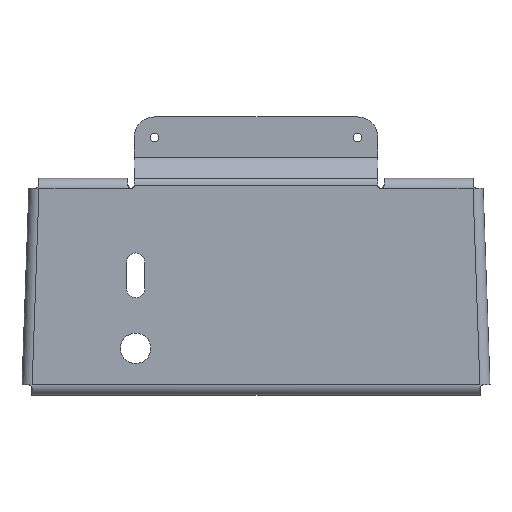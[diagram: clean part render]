
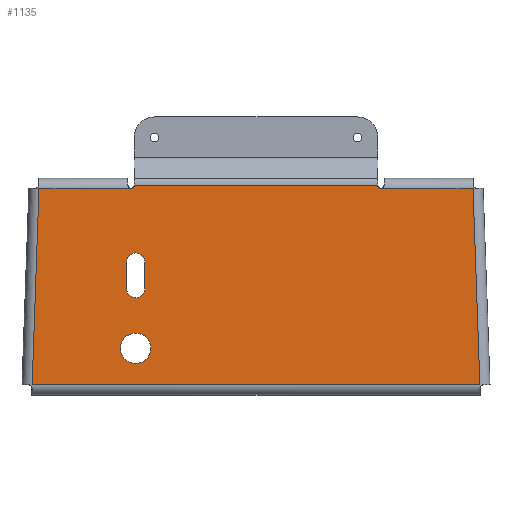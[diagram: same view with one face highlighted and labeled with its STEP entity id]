
A CAD part, top view. The second image highlights one B-rep face of the part: STEP entity #1135.
In plain terms, the highlighted planar face has unit normal (0, 0, 1).
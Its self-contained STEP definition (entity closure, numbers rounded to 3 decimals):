
#67 = AXIS2_PLACEMENT_3D ( 'NONE', #2163, #1366, #2709 ) ;
#77 = CARTESIAN_POINT ( 'NONE',  ( -54.84, -5.249, 13.997 ) ) ;
#99 = EDGE_CURVE ( 'NONE', #3101, #3102, #708, .T. ) ;
#138 = EDGE_LOOP ( 'NONE', ( #2541, #2078, #1796, #769, #3336, #1411, #554, #466 ) ) ;
#144 = EDGE_CURVE ( 'NONE', #2799, #2189, #2496, .T. ) ;
#157 = DIRECTION ( 'NONE',  ( -0.035, -0.999, 0. ) ) ;
#173 = ORIENTED_EDGE ( 'NONE', *, *, #1803, .F. ) ;
#228 = ORIENTED_EDGE ( 'NONE', *, *, #987, .F. ) ;
#234 = ORIENTED_EDGE ( 'NONE', *, *, #144, .F. ) ;
#283 = DIRECTION ( 'NONE',  ( 1., 0., 0. ) ) ;
#308 = LINE ( 'NONE', #2893, #2312 ) ;
#313 = DIRECTION ( 'NONE',  ( 0., 0., 1. ) ) ;
#319 = ORIENTED_EDGE ( 'NONE', *, *, #1418, .F. ) ;
#321 = CARTESIAN_POINT ( 'NONE',  ( 110.515, -70.749, 13.997 ) ) ;
#412 = EDGE_CURVE ( 'NONE', #2391, #2831, #710, .T. ) ;
#466 = ORIENTED_EDGE ( 'NONE', *, *, #3213, .T. ) ;
#487 = CARTESIAN_POINT ( 'NONE',  ( -106.962, 30.993, 13.997 ) ) ;
#499 = DIRECTION ( 'NONE',  ( -1., 0., 0. ) ) ;
#525 = EDGE_LOOP ( 'NONE', ( #1099, #1991 ) ) ;
#540 = FACE_BOUND ( 'NONE', #525, .T. ) ;
#554 = ORIENTED_EDGE ( 'NONE', *, *, #1874, .T. ) ;
#570 = CARTESIAN_POINT ( 'NONE',  ( -63.84, -18.249, 13.997 ) ) ;
#581 = LINE ( 'NONE', #1080, #1451 ) ;
#585 = PLANE ( 'NONE',  #67 ) ;
#634 = CARTESIAN_POINT ( 'NONE',  ( 60.092, 32.493, 13.997 ) ) ;
#656 = VERTEX_POINT ( 'NONE', #570 ) ;
#661 = CARTESIAN_POINT ( 'NONE',  ( 110.34, -65.749, 13.997 ) ) ;
#681 = CARTESIAN_POINT ( 'NONE',  ( -110.515, -65.749, 13.997 ) ) ;
#689 = EDGE_CURVE ( 'NONE', #3101, #2986, #581, .T. ) ;
#708 = CIRCLE ( 'NONE', #2516, 1.5 ) ;
#710 = CIRCLE ( 'NONE', #2261, 7.5 ) ;
#727 = CARTESIAN_POINT ( 'NONE',  ( -110.34, -65.749, 13.997 ) ) ;
#766 = CARTESIAN_POINT ( 'NONE',  ( 106.962, 30.993, 13.997 ) ) ;
#767 = DIRECTION ( 'NONE',  ( 0., 0., 1. ) ) ;
#769 = ORIENTED_EDGE ( 'NONE', *, *, #3164, .T. ) ;
#783 = CARTESIAN_POINT ( 'NONE',  ( -63.84, -5.249, 13.997 ) ) ;
#824 = VECTOR ( 'NONE', #2329, 1000. ) ;
#829 = VECTOR ( 'NONE', #2422, 1000. ) ;
#834 = AXIS2_PLACEMENT_3D ( 'NONE', #1850, #313, #1879 ) ;
#840 = DIRECTION ( 'NONE',  ( 1., 0., 0. ) ) ;
#856 = CARTESIAN_POINT ( 'NONE',  ( 106.962, 30.993, 13.997 ) ) ;
#915 = CARTESIAN_POINT ( 'NONE',  ( -106.962, 30.993, 13.997 ) ) ;
#948 = EDGE_CURVE ( 'NONE', #3102, #2675, #308, .T. ) ;
#987 = EDGE_CURVE ( 'NONE', #2189, #3185, #2654, .T. ) ;
#1025 = DIRECTION ( 'NONE',  ( -1., 0., 0. ) ) ;
#1030 = DIRECTION ( 'NONE',  ( 0., 0., 1. ) ) ;
#1080 = CARTESIAN_POINT ( 'NONE',  ( -60.092, 32.493, 13.997 ) ) ;
#1081 = EDGE_LOOP ( 'NONE', ( #228, #234, #319, #173 ) ) ;
#1099 = ORIENTED_EDGE ( 'NONE', *, *, #412, .F. ) ;
#1135 = ADVANCED_FACE ( 'NONE', ( #540, #1978, #2089 ), #585, .F. ) ;
#1143 = DIRECTION ( 'NONE',  ( -1., 0., 0. ) ) ;
#1165 = CARTESIAN_POINT ( 'NONE',  ( -61.592, 30.993, 13.997 ) ) ;
#1178 = CIRCLE ( 'NONE', #834, 7.5 ) ;
#1254 = LINE ( 'NONE', #681, #3310 ) ;
#1321 = CARTESIAN_POINT ( 'NONE',  ( -59.34, -18.249, 13.997 ) ) ;
#1366 = DIRECTION ( 'NONE',  ( 0., 0., -1. ) ) ;
#1411 = ORIENTED_EDGE ( 'NONE', *, *, #1629, .T. ) ;
#1418 = EDGE_CURVE ( 'NONE', #656, #2799, #2393, .T. ) ;
#1434 = VECTOR ( 'NONE', #157, 1000. ) ;
#1435 = DIRECTION ( 'NONE',  ( 1., 0., 0. ) ) ;
#1451 = VECTOR ( 'NONE', #840, 1000. ) ;
#1463 = AXIS2_PLACEMENT_3D ( 'NONE', #1321, #1030, #283 ) ;
#1523 = DIRECTION ( 'NONE',  ( 0., 0., 1. ) ) ;
#1543 = CARTESIAN_POINT ( 'NONE',  ( -59.34, -5.249, 13.997 ) ) ;
#1552 = CARTESIAN_POINT ( 'NONE',  ( -51.84, -47.749, 13.997 ) ) ;
#1595 = CIRCLE ( 'NONE', #2285, 1.5 ) ;
#1629 = EDGE_CURVE ( 'NONE', #2670, #3054, #2882, .T. ) ;
#1766 = LINE ( 'NONE', #766, #824 ) ;
#1778 = VECTOR ( 'NONE', #2491, 1000. ) ;
#1792 = VERTEX_POINT ( 'NONE', #2286 ) ;
#1796 = ORIENTED_EDGE ( 'NONE', *, *, #948, .T. ) ;
#1803 = EDGE_CURVE ( 'NONE', #3185, #656, #2766, .T. ) ;
#1850 = CARTESIAN_POINT ( 'NONE',  ( -59.34, -47.749, 13.997 ) ) ;
#1874 = EDGE_CURVE ( 'NONE', #3054, #1792, #1766, .T. ) ;
#1879 = DIRECTION ( 'NONE',  ( 1., 0., 0. ) ) ;
#1919 = CARTESIAN_POINT ( 'NONE',  ( -60.092, 32.493, 13.997 ) ) ;
#1978 = FACE_OUTER_BOUND ( 'NONE', #138, .T. ) ;
#1991 = ORIENTED_EDGE ( 'NONE', *, *, #2947, .F. ) ;
#2054 = VECTOR ( 'NONE', #2316, 1000. ) ;
#2078 = ORIENTED_EDGE ( 'NONE', *, *, #99, .T. ) ;
#2089 = FACE_BOUND ( 'NONE', #1081, .T. ) ;
#2101 = CARTESIAN_POINT ( 'NONE',  ( -54.84, -18.249, 13.997 ) ) ;
#2128 = VERTEX_POINT ( 'NONE', #727 ) ;
#2163 = CARTESIAN_POINT ( 'NONE',  ( 0., 0., 13.997 ) ) ;
#2169 = CARTESIAN_POINT ( 'NONE',  ( -54.84, -5.249, 13.997 ) ) ;
#2189 = VERTEX_POINT ( 'NONE', #77 ) ;
#2261 = AXIS2_PLACEMENT_3D ( 'NONE', #2570, #1523, #2311 ) ;
#2285 = AXIS2_PLACEMENT_3D ( 'NONE', #2643, #2341, #499 ) ;
#2286 = CARTESIAN_POINT ( 'NONE',  ( 61.592, 30.993, 13.997 ) ) ;
#2311 = DIRECTION ( 'NONE',  ( 1., 0., 0. ) ) ;
#2312 = VECTOR ( 'NONE', #1025, 1000. ) ;
#2316 = DIRECTION ( 'NONE',  ( 0., -1., 0. ) ) ;
#2329 = DIRECTION ( 'NONE',  ( -1., 0., 0. ) ) ;
#2341 = DIRECTION ( 'NONE',  ( 0., 0., -1. ) ) ;
#2381 = LINE ( 'NONE', #915, #1434 ) ;
#2391 = VERTEX_POINT ( 'NONE', #2850 ) ;
#2393 = CIRCLE ( 'NONE', #1463, 4.5 ) ;
#2422 = DIRECTION ( 'NONE',  ( -0.035, 0.999, 0. ) ) ;
#2434 = DIRECTION ( 'NONE',  ( 0., 0., -1. ) ) ;
#2491 = DIRECTION ( 'NONE',  ( 0., 1., 0. ) ) ;
#2496 = LINE ( 'NONE', #2169, #1778 ) ;
#2516 = AXIS2_PLACEMENT_3D ( 'NONE', #3224, #2434, #1143 ) ;
#2541 = ORIENTED_EDGE ( 'NONE', *, *, #689, .F. ) ;
#2570 = CARTESIAN_POINT ( 'NONE',  ( -59.34, -47.749, 13.997 ) ) ;
#2590 = CARTESIAN_POINT ( 'NONE',  ( -63.84, -5.249, 13.997 ) ) ;
#2613 = DIRECTION ( 'NONE',  ( 1., 0., 0. ) ) ;
#2619 = EDGE_CURVE ( 'NONE', #2128, #2670, #1254, .T. ) ;
#2643 = CARTESIAN_POINT ( 'NONE',  ( 61.592, 32.493, 13.997 ) ) ;
#2654 = CIRCLE ( 'NONE', #2933, 4.5 ) ;
#2670 = VERTEX_POINT ( 'NONE', #661 ) ;
#2675 = VERTEX_POINT ( 'NONE', #487 ) ;
#2709 = DIRECTION ( 'NONE',  ( -1., 0., 0. ) ) ;
#2766 = LINE ( 'NONE', #2590, #2054 ) ;
#2799 = VERTEX_POINT ( 'NONE', #2101 ) ;
#2831 = VERTEX_POINT ( 'NONE', #1552 ) ;
#2850 = CARTESIAN_POINT ( 'NONE',  ( -66.84, -47.749, 13.997 ) ) ;
#2882 = LINE ( 'NONE', #321, #829 ) ;
#2893 = CARTESIAN_POINT ( 'NONE',  ( -63.092, 30.993, 13.997 ) ) ;
#2933 = AXIS2_PLACEMENT_3D ( 'NONE', #1543, #767, #2613 ) ;
#2947 = EDGE_CURVE ( 'NONE', #2831, #2391, #1178, .T. ) ;
#2986 = VERTEX_POINT ( 'NONE', #634 ) ;
#3054 = VERTEX_POINT ( 'NONE', #856 ) ;
#3101 = VERTEX_POINT ( 'NONE', #1919 ) ;
#3102 = VERTEX_POINT ( 'NONE', #1165 ) ;
#3164 = EDGE_CURVE ( 'NONE', #2675, #2128, #2381, .T. ) ;
#3185 = VERTEX_POINT ( 'NONE', #783 ) ;
#3213 = EDGE_CURVE ( 'NONE', #1792, #2986, #1595, .T. ) ;
#3224 = CARTESIAN_POINT ( 'NONE',  ( -61.592, 32.493, 13.997 ) ) ;
#3310 = VECTOR ( 'NONE', #1435, 1000. ) ;
#3336 = ORIENTED_EDGE ( 'NONE', *, *, #2619, .T. ) ;
